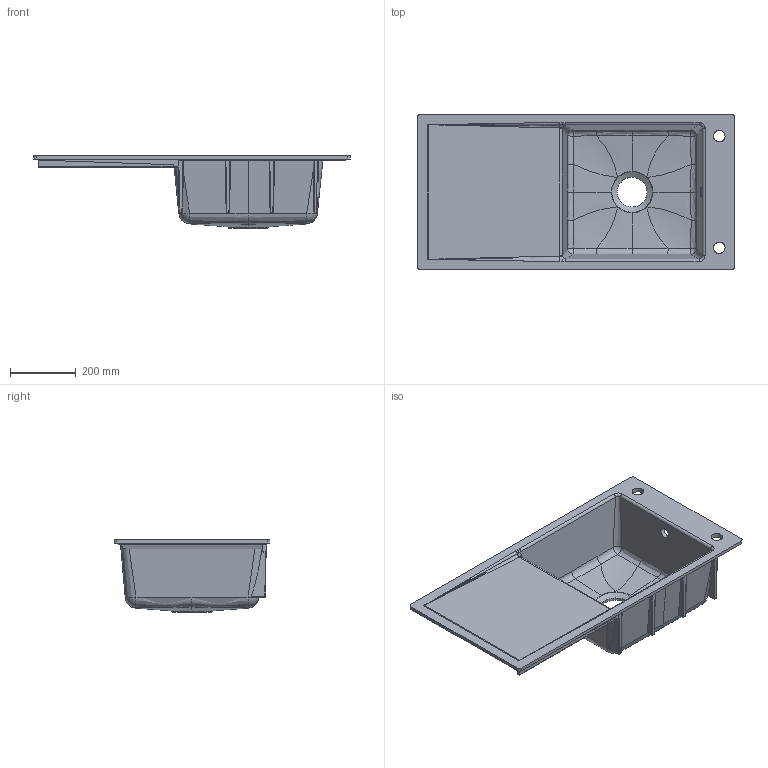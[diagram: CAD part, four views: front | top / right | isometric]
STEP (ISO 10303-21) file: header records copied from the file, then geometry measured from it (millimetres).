
FILE_DESCRIPTION(/* description */ (''),/* implementation_level */ '2;1');
FILE_NAME(/* name */ '67900F_67901F_67902F.stp',/* time_stamp */ '2022-07-12T12:10:55+02:00',/* author */ (''),/* organization */ (''),/* preprocessor_version */ 'ST-DEVELOPER v18.1',/* originating_system */ 'SIEMENS PLM Software NX 1973',/* authorisation */ '');
FILE_SCHEMA (('AUTOMOTIVE_DESIGN { 1 0 10303 214 3 1 1 1 }'));
Length unit declared in the file: millimetre
Products named in the file (1): rupp63C8EE96walg
Bounding box: 965 x 475 x 221 mm (x, y, z)
Volume: 10069556 mm3; surface area: 1535170.3 mm2
Topology: 2 solids, 2 shells, 202 faces, 547 edges, 327 vertices
Faces by surface type: bspline 138, plane 39, cylinder 16, sphere 4, extrusion 4, torus 1
Full cylindrical faces by diameter (mm): 35 x2
Entity records: 19811 total; most frequent: CARTESIAN_POINT 16146, ORIENTED_EDGE 1034, EDGE_CURVE 517, DIRECTION 327, VERTEX_POINT 324, B_SPLINE_CURVE_WITH_KNOTS 298, EDGE_LOOP 215, ADVANCED_FACE 202
